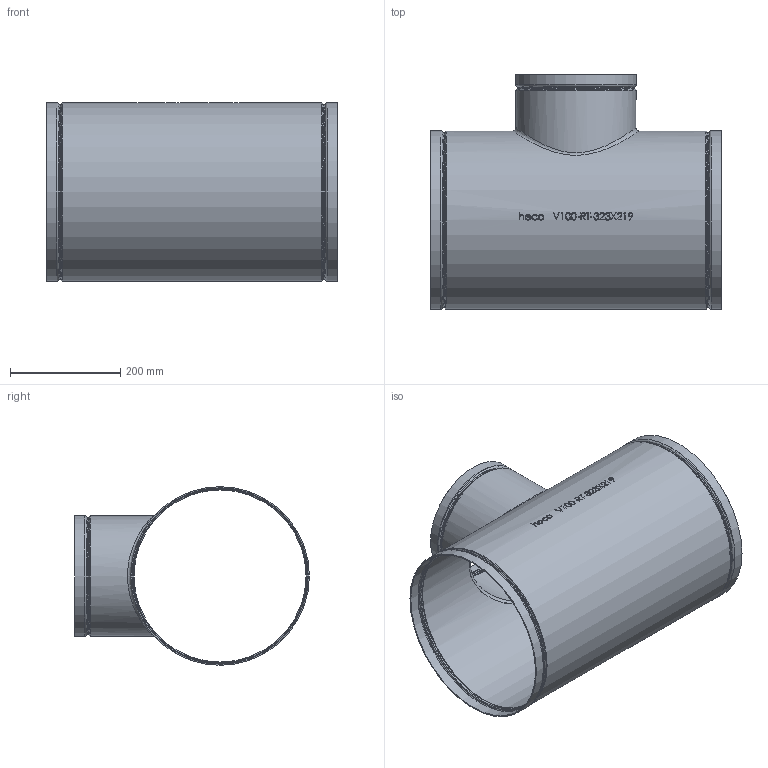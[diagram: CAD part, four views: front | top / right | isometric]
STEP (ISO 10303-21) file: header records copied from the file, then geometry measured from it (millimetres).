
FILE_DESCRIPTION (( 'STEP AP214' ), '1' );
FILE_NAME ('V100-RT-323X219-x Typ E493 DN300x200 1200x800 Ø323,9x219,1 1812.STEP', '2018-12-17T10:59:03', ( '' ), ( '' ), 'SwSTEP 2.0', 'SolidWorks 2016', '' );
FILE_SCHEMA (( 'AUTOMOTIVE_DESIGN' ));
Length unit declared in the file: inch
Products named in the file (1): V100-RT-323X219-x Typ E493 DN300x200 1200x800 Ø323,9x219,1 1812
Bounding box: 527.3 x 425.58 x 323.85 mm (x, y, z)
Volume: 1190946.7 mm3; surface area: 1174368.5 mm2
Topology: 1 solids, 1 shells, 278 faces, 712 edges, 465 vertices
Faces by surface type: bspline 109, plane 98, cylinder 41, torus 24, cone 6
Full cylindrical faces by diameter (mm): 207.137 x1, 211.201 x1, 213.487 x1, 215.011 x1, 217.551 x1, 219.075 x1, 311.912 x2, 315.976 x2, 318.668 x1, 319.786 x2, 322.732 x1, 323.85 x2
Entity records: 19814 total; most frequent: CARTESIAN_POINT 11235, ORIENTED_EDGE 1304, DIRECTION 819, EDGE_CURVE 652, VERTEX_POINT 453, EDGE_LOOP 359, FACE_OUTER_BOUND 320, VECTOR 281
